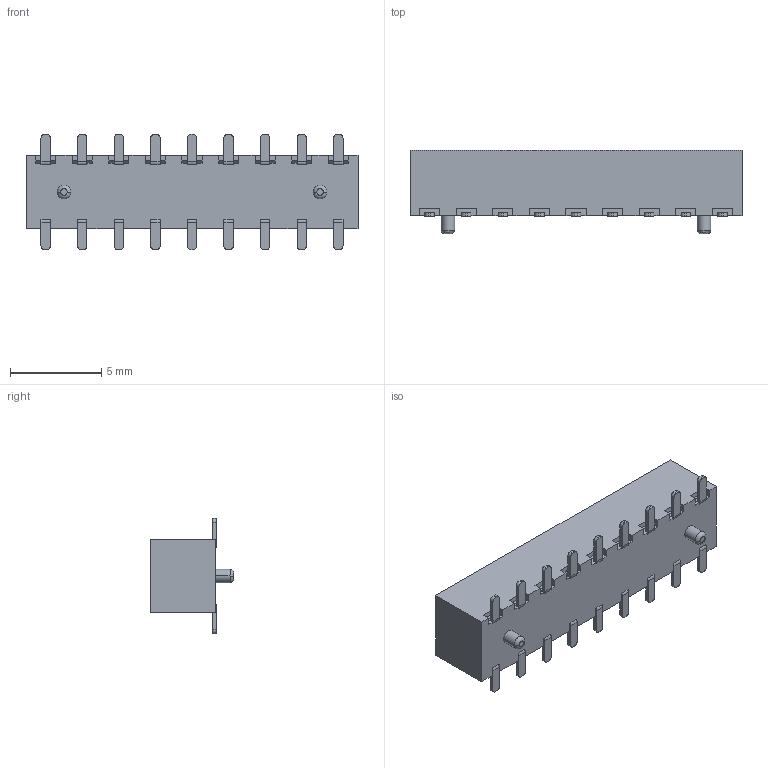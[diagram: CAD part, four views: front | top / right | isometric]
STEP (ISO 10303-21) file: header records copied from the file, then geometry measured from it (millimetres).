
FILE_DESCRIPTION( ('This file contains a STEP AP42 implementation' ,'as created by ZW3D STEP Interface translator.') ,'2;1' );
FILE_NAME( '2235-2XXMXXCUNX2.stp' ,'23 414.113246', (''), ('ZWCAD Software Co.'), 'Version 1.0', 'ZW3D to STEP translator', '' );
FILE_SCHEMA(('AUTOMOTIVE_DESIGN { 1 0 10303 214 1 1 1 1 }'));
Length unit declared in the file: millimetre
Products named in the file (2): 0; 2235-220mxxcunx2
Bounding box: 18.15 x 4.56 x 6.3 mm (x, y, z)
Volume: 211 mm3; surface area: 920.9 mm2
Topology: 1 solids, 1 shells, 2131 faces, 6521 edges, 4304 vertices
Faces by surface type: plane 1448, cylinder 679, bspline 4
Entity records: 76273 total; most frequent: CARTESIAN_POINT 15801, ORIENTED_EDGE 13042, DIRECTION 11027, EDGE_CURVE 6521, VECTOR 5119, LINE 5119, VERTEX_POINT 4304, AXIS2_PLACEMENT_3D 2954
